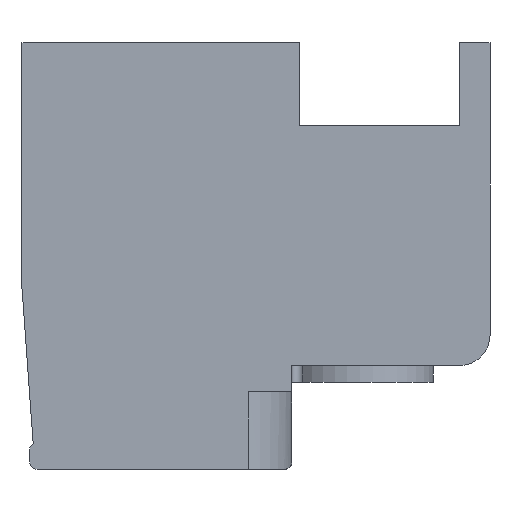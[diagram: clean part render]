
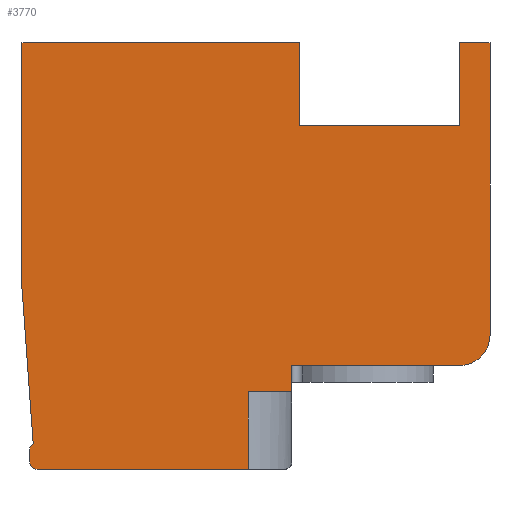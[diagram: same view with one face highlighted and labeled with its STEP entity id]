
A CAD part, front view. The second image highlights one B-rep face of the part: STEP entity #3770.
In plain terms, the highlighted planar face has unit normal (0, -1, 0).
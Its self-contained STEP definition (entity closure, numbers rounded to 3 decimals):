
#1=DIRECTION('',(0.,0.,1.));
#2=VECTOR('',#1,2.05);
#3=CARTESIAN_POINT('',(-0.15,0.,-6.175));
#4=LINE('',#3,#2);
#5=DIRECTION('',(-1.,0.,0.));
#6=VECTOR('',#5,5.6);
#7=CARTESIAN_POINT('',(-0.15,0.,-6.175));
#8=LINE('',#7,#6);
#9=CARTESIAN_POINT('',(-5.75,0.,-5.975));
#10=DIRECTION('',(0.,1.,0.));
#11=DIRECTION('',(0.,0.,-1.));
#12=AXIS2_PLACEMENT_3D('',#9,#10,#11);
#14=DIRECTION('',(0.,0.,1.));
#15=VECTOR('',#14,0.3);
#16=CARTESIAN_POINT('',(-5.95,0.,-5.975));
#17=LINE('',#16,#15);
#18=CARTESIAN_POINT('',(-5.75,0.,-5.675));
#19=DIRECTION('',(0.,1.,0.));
#20=DIRECTION('',(-1.,0.,0.));
#21=AXIS2_PLACEMENT_3D('',#18,#19,#20);
#23=DIRECTION('',(-0.072,0.,0.997));
#24=VECTOR('',#23,4.13);
#25=CARTESIAN_POINT('',(-5.854,0.,-5.504));
#26=LINE('',#25,#24);
#27=DIRECTION('',(0.,0.,1.));
#28=VECTOR('',#27,6.51);
#29=CARTESIAN_POINT('',(-6.15,0.,-1.385));
#30=LINE('',#29,#28);
#31=DIRECTION('',(1.,0.,0.));
#32=VECTOR('',#31,7.35);
#33=CARTESIAN_POINT('',(-6.15,0.,5.125));
#34=LINE('',#33,#32);
#35=DIRECTION('',(0.,0.,-1.));
#36=VECTOR('',#35,2.2);
#37=CARTESIAN_POINT('',(1.2,0.,5.125));
#38=LINE('',#37,#36);
#39=DIRECTION('',(1.,0.,0.));
#40=VECTOR('',#39,4.25);
#41=CARTESIAN_POINT('',(1.2,0.,2.925));
#42=LINE('',#41,#40);
#43=DIRECTION('',(0.,0.,1.));
#44=VECTOR('',#43,2.2);
#45=CARTESIAN_POINT('',(5.45,0.,2.925));
#46=LINE('',#45,#44);
#47=DIRECTION('',(1.,0.,0.));
#48=VECTOR('',#47,0.8);
#49=CARTESIAN_POINT('',(5.45,0.,5.125));
#50=LINE('',#49,#48);
#51=DIRECTION('',(0.,0.,-1.));
#52=VECTOR('',#51,7.75);
#53=CARTESIAN_POINT('',(6.25,0.,5.125));
#54=LINE('',#53,#52);
#55=CARTESIAN_POINT('',(5.45,0.,-2.625));
#56=DIRECTION('',(0.,1.,0.));
#57=DIRECTION('',(1.,0.,0.));
#58=AXIS2_PLACEMENT_3D('',#55,#56,#57);
#60=DIRECTION('',(-1.,0.,0.));
#61=VECTOR('',#60,4.45);
#62=CARTESIAN_POINT('',(5.45,0.,-3.425));
#63=LINE('',#62,#61);
#64=DIRECTION('',(0.,0.,-1.));
#65=VECTOR('',#64,0.7);
#66=CARTESIAN_POINT('',(1.,0.,-3.425));
#67=LINE('',#66,#65);
#68=DIRECTION('',(1.,0.,0.));
#69=VECTOR('',#68,1.15);
#70=CARTESIAN_POINT('',(-0.15,0.,-4.125));
#71=LINE('',#70,#69);
#2891=CARTESIAN_POINT('',(6.25,0.,5.125));
#2892=CARTESIAN_POINT('',(6.25,0.,-2.625));
#2893=VERTEX_POINT('',#2891);
#2894=VERTEX_POINT('',#2892);
#2895=CARTESIAN_POINT('',(5.45,0.,-3.425));
#2896=VERTEX_POINT('',#2895);
#2897=CARTESIAN_POINT('',(1.,0.,-3.425));
#2898=VERTEX_POINT('',#2897);
#2899=CARTESIAN_POINT('',(-5.75,0.,-6.175));
#2900=CARTESIAN_POINT('',(-5.95,0.,-5.975));
#2901=VERTEX_POINT('',#2899);
#2902=VERTEX_POINT('',#2900);
#2903=CARTESIAN_POINT('',(-5.95,0.,-5.675));
#2904=VERTEX_POINT('',#2903);
#2905=CARTESIAN_POINT('',(-5.854,0.,-5.504));
#2906=VERTEX_POINT('',#2905);
#2907=CARTESIAN_POINT('',(-6.15,0.,-1.385));
#2908=VERTEX_POINT('',#2907);
#2909=CARTESIAN_POINT('',(-6.15,0.,5.125));
#2910=VERTEX_POINT('',#2909);
#2911=CARTESIAN_POINT('',(1.2,0.,5.125));
#2912=CARTESIAN_POINT('',(1.2,0.,2.925));
#2913=VERTEX_POINT('',#2911);
#2914=VERTEX_POINT('',#2912);
#2915=CARTESIAN_POINT('',(5.45,0.,2.925));
#2916=VERTEX_POINT('',#2915);
#2917=CARTESIAN_POINT('',(5.45,0.,5.125));
#2918=VERTEX_POINT('',#2917);
#3369=CARTESIAN_POINT('',(-0.15,0.,-6.175));
#3370=CARTESIAN_POINT('',(-0.15,0.,-4.125));
#3371=VERTEX_POINT('',#3369);
#3372=VERTEX_POINT('',#3370);
#3373=CARTESIAN_POINT('',(1.,0.,-4.125));
#3374=VERTEX_POINT('',#3373);
#3729=CARTESIAN_POINT('',(0.,0.,0.));
#3730=DIRECTION('',(0.,1.,0.));
#3731=DIRECTION('',(1.,0.,0.));
#3732=AXIS2_PLACEMENT_3D('',#3729,#3730,#3731);
#3733=PLANE('',#3732);
#3735=ORIENTED_EDGE('',*,*,#3734,.F.);
#3737=ORIENTED_EDGE('',*,*,#3736,.T.);
#3739=ORIENTED_EDGE('',*,*,#3738,.T.);
#3741=ORIENTED_EDGE('',*,*,#3740,.T.);
#3743=ORIENTED_EDGE('',*,*,#3742,.T.);
#3745=ORIENTED_EDGE('',*,*,#3744,.T.);
#3747=ORIENTED_EDGE('',*,*,#3746,.T.);
#3749=ORIENTED_EDGE('',*,*,#3748,.T.);
#3751=ORIENTED_EDGE('',*,*,#3750,.T.);
#3753=ORIENTED_EDGE('',*,*,#3752,.T.);
#3755=ORIENTED_EDGE('',*,*,#3754,.T.);
#3757=ORIENTED_EDGE('',*,*,#3756,.T.);
#3759=ORIENTED_EDGE('',*,*,#3758,.T.);
#3761=ORIENTED_EDGE('',*,*,#3760,.T.);
#3763=ORIENTED_EDGE('',*,*,#3762,.T.);
#3765=ORIENTED_EDGE('',*,*,#3764,.T.);
#3767=ORIENTED_EDGE('',*,*,#3766,.F.);
#3768=EDGE_LOOP('',(#3735,#3737,#3739,#3741,#3743,#3745,#3747,#3749,#3751,#3753,
#3755,#3757,#3759,#3761,#3763,#3765,#3767));
#3769=FACE_OUTER_BOUND('',#3768,.F.);
#3770=ADVANCED_FACE('',(#3769),#3733,.F.);
#13=CIRCLE('',#12,0.2);
#22=CIRCLE('',#21,0.2);
#59=CIRCLE('',#58,0.8);
#3734=EDGE_CURVE('',#3371,#3372,#4,.T.);
#3736=EDGE_CURVE('',#3371,#2901,#8,.T.);
#3738=EDGE_CURVE('',#2901,#2902,#13,.T.);
#3740=EDGE_CURVE('',#2902,#2904,#17,.T.);
#3742=EDGE_CURVE('',#2904,#2906,#22,.T.);
#3744=EDGE_CURVE('',#2906,#2908,#26,.T.);
#3746=EDGE_CURVE('',#2908,#2910,#30,.T.);
#3748=EDGE_CURVE('',#2910,#2913,#34,.T.);
#3750=EDGE_CURVE('',#2913,#2914,#38,.T.);
#3752=EDGE_CURVE('',#2914,#2916,#42,.T.);
#3754=EDGE_CURVE('',#2916,#2918,#46,.T.);
#3756=EDGE_CURVE('',#2918,#2893,#50,.T.);
#3758=EDGE_CURVE('',#2893,#2894,#54,.T.);
#3760=EDGE_CURVE('',#2894,#2896,#59,.T.);
#3762=EDGE_CURVE('',#2896,#2898,#63,.T.);
#3764=EDGE_CURVE('',#2898,#3374,#67,.T.);
#3766=EDGE_CURVE('',#3372,#3374,#71,.T.);
